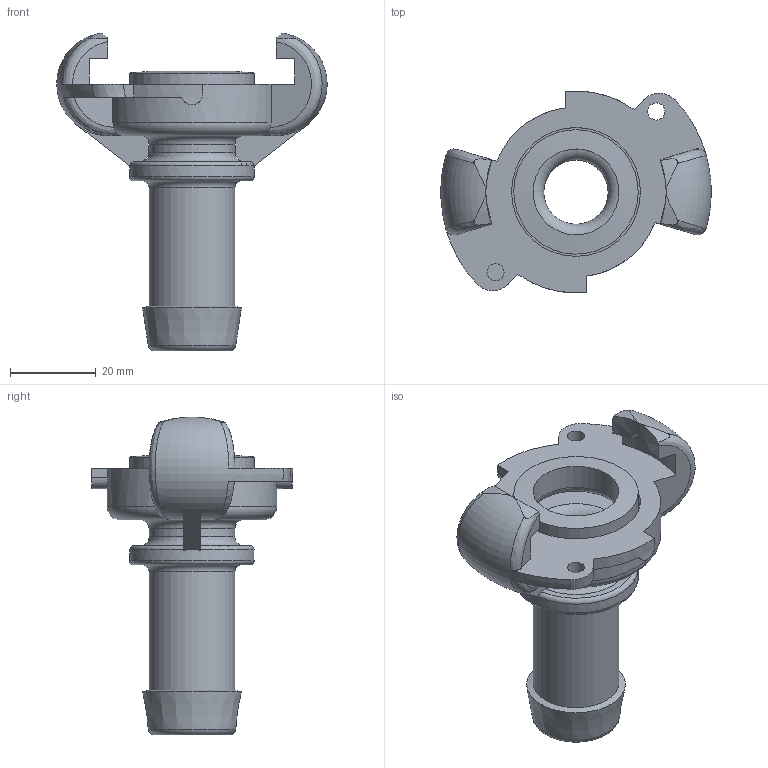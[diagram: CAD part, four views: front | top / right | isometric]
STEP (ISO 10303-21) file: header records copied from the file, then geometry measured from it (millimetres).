
FILE_DESCRIPTION(/* description */ ('KLAUEN-SCHLAUCHKUPPLUNG'),/* implementation_level */ '2;1');
FILE_NAME(/* name */ 'skss_19.stp',/* time_stamp */ '2020-04-08T08:52:45+02:00',/* author */ ('meier'),/* organization */ (''),/* preprocessor_version */ 'ST-DEVELOPER v17',/* originating_system */ 'Autodesk Inventor 2018',/* authorisation */ '');
FILE_SCHEMA (('AUTOMOTIVE_DESIGN { 1 0 10303 214 3 1 1 }'));
Length unit declared in the file: millimetre
Products named in the file (3): ENG-012233; SKSS 19-F; 20050322B0000000-00
Assembly tree (2 placements, depth 2):
  ENG-012233
    SKSS 19-F
    20050322B0000000-00
Bounding box: 62.96 x 46.99 x 74 mm (x, y, z)
Volume: 27923.3 mm3; surface area: 17589.5 mm2
Topology: 2 solids, 2 shells, 99 faces, 304 edges, 208 vertices
Faces by surface type: plane 47, cylinder 23, torus 13, bspline 8, cone 4, sphere 4
Full cylindrical faces by diameter (mm): 4 x2, 15 x1, 20 x3, 29 x2, 30 x1, 34.5 x1, 35 x1
Entity records: 4781 total; most frequent: CARTESIAN_POINT 1914, ORIENTED_EDGE 608, DIRECTION 515, EDGE_CURVE 304, VERTEX_POINT 208, AXIS2_PLACEMENT_3D 205, EDGE_LOOP 110, LINE 105
